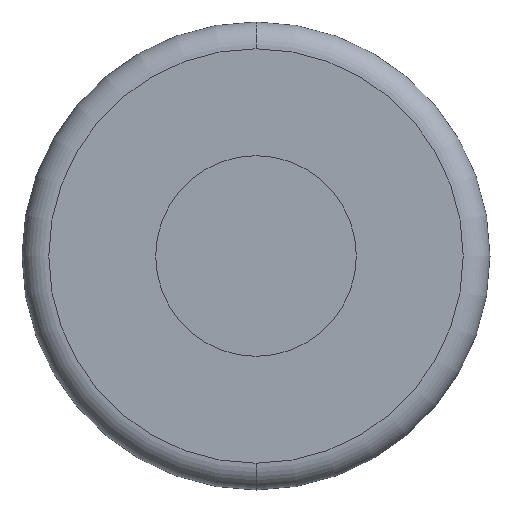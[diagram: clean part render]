
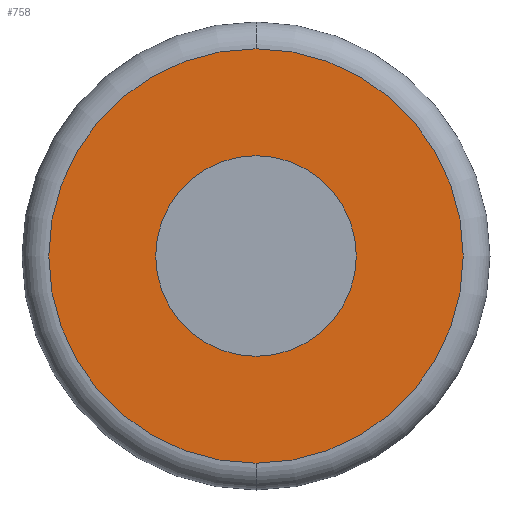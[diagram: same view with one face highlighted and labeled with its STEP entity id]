
A CAD part, front view. The second image highlights one B-rep face of the part: STEP entity #758.
In plain terms, the highlighted planar face has unit normal (0, -1, 0).
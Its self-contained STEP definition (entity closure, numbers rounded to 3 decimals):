
#8 = ORIENTED_EDGE ( 'NONE', *, *, #592, .T. ) ;
#18 = ORIENTED_EDGE ( 'NONE', *, *, #621, .F. ) ;
#27 = VERTEX_POINT ( 'NONE', #745 ) ;
#40 = CARTESIAN_POINT ( 'NONE',  ( 0., 0., 15.5 ) ) ;
#81 = DIRECTION ( 'NONE',  ( 0., 0., -1. ) ) ;
#86 = DIRECTION ( 'NONE',  ( 0., -1., 0. ) ) ;
#87 = CARTESIAN_POINT ( 'NONE',  ( 0., 0., 0. ) ) ;
#89 = EDGE_LOOP ( 'NONE', ( #180, #18 ) ) ;
#123 = FACE_OUTER_BOUND ( 'NONE', #149, .T. ) ;
#144 = CIRCLE ( 'NONE', #445, 15.5 ) ;
#149 = EDGE_LOOP ( 'NONE', ( #8, #305 ) ) ;
#151 = DIRECTION ( 'NONE',  ( 0., 0., -1. ) ) ;
#153 = CARTESIAN_POINT ( 'NONE',  ( 0., 0., 0. ) ) ;
#156 = DIRECTION ( 'NONE',  ( 0., -1., 0. ) ) ;
#180 = ORIENTED_EDGE ( 'NONE', *, *, #717, .F. ) ;
#255 = FACE_BOUND ( 'NONE', #89, .T. ) ;
#259 = DIRECTION ( 'NONE',  ( 0., 0., -1. ) ) ;
#260 = DIRECTION ( 'NONE',  ( 0., -1., 0. ) ) ;
#261 = CARTESIAN_POINT ( 'NONE',  ( 7.5, 0., 0. ) ) ;
#282 = PLANE ( 'NONE',  #434 ) ;
#293 = CIRCLE ( 'NONE', #447, 7.5 ) ;
#303 = CARTESIAN_POINT ( 'NONE',  ( 0., 0., -15.5 ) ) ;
#305 = ORIENTED_EDGE ( 'NONE', *, *, #719, .T. ) ;
#326 = CIRCLE ( 'NONE', #488, 7.5 ) ;
#434 = AXIS2_PLACEMENT_3D ( 'NONE', #261, #260, #259 ) ;
#445 = AXIS2_PLACEMENT_3D ( 'NONE', #534, #527, #502 ) ;
#447 = AXIS2_PLACEMENT_3D ( 'NONE', #585, #575, #563 ) ;
#488 = AXIS2_PLACEMENT_3D ( 'NONE', #87, #86, #81 ) ;
#498 = AXIS2_PLACEMENT_3D ( 'NONE', #153, #156, #151 ) ;
#502 = DIRECTION ( 'NONE',  ( 0., 0., -1. ) ) ;
#521 = VERTEX_POINT ( 'NONE', #741 ) ;
#527 = DIRECTION ( 'NONE',  ( 0., -1., 0. ) ) ;
#534 = CARTESIAN_POINT ( 'NONE',  ( 0., 0., 0. ) ) ;
#563 = DIRECTION ( 'NONE',  ( 0., 0., -1. ) ) ;
#575 = DIRECTION ( 'NONE',  ( 0., -1., 0. ) ) ;
#585 = CARTESIAN_POINT ( 'NONE',  ( 0., 0., 0. ) ) ;
#592 = EDGE_CURVE ( 'NONE', #746, #637, #650, .T. ) ;
#621 = EDGE_CURVE ( 'NONE', #27, #521, #326, .T. ) ;
#637 = VERTEX_POINT ( 'NONE', #40 ) ;
#650 = CIRCLE ( 'NONE', #498, 15.5 ) ;
#717 = EDGE_CURVE ( 'NONE', #521, #27, #293, .T. ) ;
#719 = EDGE_CURVE ( 'NONE', #637, #746, #144, .T. ) ;
#741 = CARTESIAN_POINT ( 'NONE',  ( 0., 0., -7.5 ) ) ;
#745 = CARTESIAN_POINT ( 'NONE',  ( 0., 0., 7.5 ) ) ;
#746 = VERTEX_POINT ( 'NONE', #303 ) ;
#758 = ADVANCED_FACE ( 'NONE', ( #123, #255 ), #282, .T. ) ;
